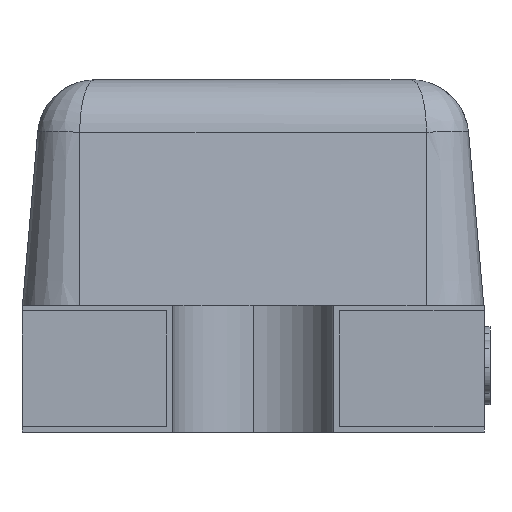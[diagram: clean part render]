
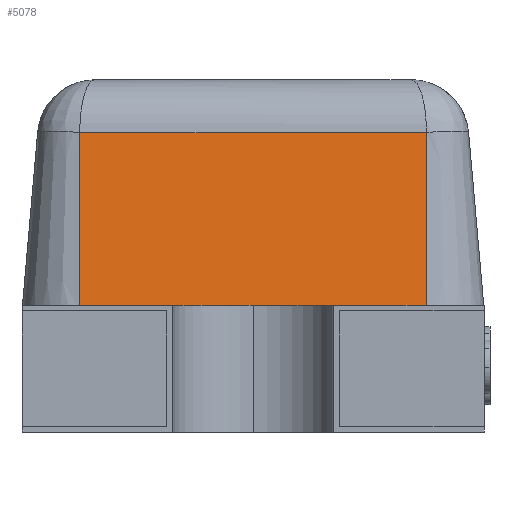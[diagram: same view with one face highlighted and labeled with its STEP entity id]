
A CAD part, left-side view. The second image highlights one B-rep face of the part: STEP entity #5078.
In plain terms, the highlighted planar face has unit normal (-0.996, 0, 0.087).
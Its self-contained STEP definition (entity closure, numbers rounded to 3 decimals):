
#516 = CARTESIAN_POINT ( 'NONE',  ( -0.5, 0.3, 0.2 ) ) ;
#701 = DIRECTION ( 'NONE',  ( -0.996, 0., 0.087 ) ) ;
#1148 = CARTESIAN_POINT ( 'NONE',  ( -0.5, 0.3, 0.2 ) ) ;
#1156 = EDGE_CURVE ( 'NONE', #6009, #5482, #10546, .T. ) ;
#1481 = VECTOR ( 'NONE', #10640, 1000. ) ;
#1887 = ORIENTED_EDGE ( 'NONE', *, *, #12945, .T. ) ;
#2261 = DIRECTION ( 'NONE',  ( 0., -1., 0. ) ) ;
#2638 = DIRECTION ( 'NONE',  ( -0.087, 0., -0.996 ) ) ;
#3760 = DIRECTION ( 'NONE',  ( 0.087, 0., 0.996 ) ) ;
#5078 = ADVANCED_FACE ( 'NONE', ( #8055 ), #12138, .T. ) ;
#5088 = VERTEX_POINT ( 'NONE', #1148 ) ;
#5430 = VECTOR ( 'NONE', #2261, 1000. ) ;
#5482 = VERTEX_POINT ( 'NONE', #7724 ) ;
#6009 = VERTEX_POINT ( 'NONE', #7780 ) ;
#6374 = LINE ( 'NONE', #10537, #1481 ) ;
#7315 = LINE ( 'NONE', #10191, #17205 ) ;
#7326 = ORIENTED_EDGE ( 'NONE', *, *, #1156, .T. ) ;
#7679 = CARTESIAN_POINT ( 'NONE',  ( -0.473, 0.3, 0.509 ) ) ;
#7724 = CARTESIAN_POINT ( 'NONE',  ( -0.473, 0.3, 0.509 ) ) ;
#7780 = CARTESIAN_POINT ( 'NONE',  ( -0.473, -0.3, 0.509 ) ) ;
#8055 = FACE_OUTER_BOUND ( 'NONE', #9283, .T. ) ;
#9283 = EDGE_LOOP ( 'NONE', ( #10765, #7326, #11728, #1887 ) ) ;
#10158 = EDGE_CURVE ( 'NONE', #5482, #5088, #6374, .T. ) ;
#10191 = CARTESIAN_POINT ( 'NONE',  ( -0.5, -0.3, 0.2 ) ) ;
#10537 = CARTESIAN_POINT ( 'NONE',  ( -0.5, 0.3, 0.2 ) ) ;
#10546 = LINE ( 'NONE', #7679, #16489 ) ;
#10640 = DIRECTION ( 'NONE',  ( -0.087, 0., -0.996 ) ) ;
#10765 = ORIENTED_EDGE ( 'NONE', *, *, #18137, .F. ) ;
#11158 = CARTESIAN_POINT ( 'NONE',  ( -0.5, -0.3, 0.2 ) ) ;
#11728 = ORIENTED_EDGE ( 'NONE', *, *, #10158, .T. ) ;
#12138 = PLANE ( 'NONE',  #17013 ) ;
#12945 = EDGE_CURVE ( 'NONE', #5088, #16431, #15982, .T. ) ;
#15045 = CARTESIAN_POINT ( 'NONE',  ( -0.5, 0.3, 0.2 ) ) ;
#15982 = LINE ( 'NONE', #15045, #5430 ) ;
#16233 = DIRECTION ( 'NONE',  ( 0., 1., 0. ) ) ;
#16431 = VERTEX_POINT ( 'NONE', #11158 ) ;
#16489 = VECTOR ( 'NONE', #16233, 1000. ) ;
#17013 = AXIS2_PLACEMENT_3D ( 'NONE', #516, #701, #3760 ) ;
#17205 = VECTOR ( 'NONE', #2638, 1000. ) ;
#18137 = EDGE_CURVE ( 'NONE', #6009, #16431, #7315, .T. ) ;
